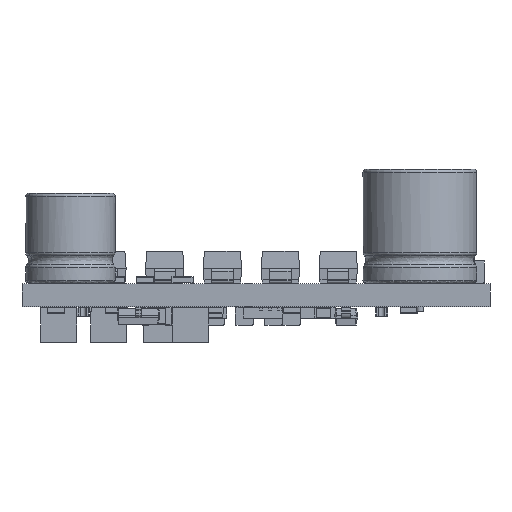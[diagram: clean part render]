
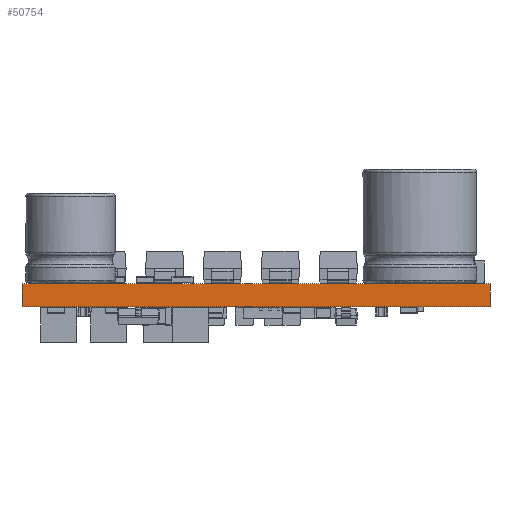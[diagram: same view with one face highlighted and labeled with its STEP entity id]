
A CAD part, front view. The second image highlights one B-rep face of the part: STEP entity #50754.
In plain terms, the highlighted planar face has unit normal (0.001, -1, 0).
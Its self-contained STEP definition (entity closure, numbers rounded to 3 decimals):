
#49030 = PLANE('',#49031);
#49031 = AXIS2_PLACEMENT_3D('',#49032,#49033,#49034);
#49032 = CARTESIAN_POINT('',(-16.447,-28.27,0.));
#49033 = DIRECTION('',(-1.,0.,0.));
#49034 = DIRECTION('',(0.,1.,0.));
#49058 = PLANE('',#49059);
#49059 = AXIS2_PLACEMENT_3D('',#49060,#49061,#49062);
#49060 = CARTESIAN_POINT('',(0.,0.,1.6)
  );
#49061 = DIRECTION('',(-0.,-0.,-1.));
#49062 = DIRECTION('',(-1.,0.,0.));
#49086 = PLANE('',#49087);
#49087 = AXIS2_PLACEMENT_3D('',#49088,#49089,#49090);
#49088 = CARTESIAN_POINT('',(16.447,28.27,0.));
#49089 = DIRECTION('',(1.,0.,-0.));
#49090 = DIRECTION('',(0.,-1.,0.));
#49112 = PLANE('',#49113);
#49113 = AXIS2_PLACEMENT_3D('',#49114,#49115,#49116);
#49114 = CARTESIAN_POINT('',(0.,0.,0.)
  );
#49115 = DIRECTION('',(-0.,-0.,-1.));
#49116 = DIRECTION('',(-1.,0.,0.));
#49127 = EDGE_CURVE('',#49128,#49130,#49132,.T.);
#49128 = VERTEX_POINT('',#49129);
#49129 = CARTESIAN_POINT('',(-16.447,-28.27,0.));
#49130 = VERTEX_POINT('',#49131);
#49131 = CARTESIAN_POINT('',(-16.447,-28.27,1.6));
#49132 = SURFACE_CURVE('',#49133,(#49137,#49144),.PCURVE_S1.);
#49133 = LINE('',#49134,#49135);
#49134 = CARTESIAN_POINT('',(-16.447,-28.27,0.));
#49135 = VECTOR('',#49136,1.);
#49136 = DIRECTION('',(0.,0.,1.));
#49137 = PCURVE('',#49030,#49138);
#49138 = DEFINITIONAL_REPRESENTATION('',(#49139),#49143);
#49139 = LINE('',#49140,#49141);
#49140 = CARTESIAN_POINT('',(0.,0.));
#49141 = VECTOR('',#49142,1.);
#49142 = DIRECTION('',(0.,-1.));
#49143 = ( GEOMETRIC_REPRESENTATION_CONTEXT(2) 
PARAMETRIC_REPRESENTATION_CONTEXT() REPRESENTATION_CONTEXT('2D SPACE',''
  ) );
#49144 = PCURVE('',#49145,#49150);
#49145 = PLANE('',#49146);
#49146 = AXIS2_PLACEMENT_3D('',#49147,#49148,#49149);
#49147 = CARTESIAN_POINT('',(16.447,-28.245,0.));
#49148 = DIRECTION('',(0.001,-1.,0.));
#49149 = DIRECTION('',(-1.,-0.001,0.));
#49150 = DEFINITIONAL_REPRESENTATION('',(#49151),#49155);
#49151 = LINE('',#49152,#49153);
#49152 = CARTESIAN_POINT('',(32.893,0.));
#49153 = VECTOR('',#49154,1.);
#49154 = DIRECTION('',(0.,-1.));
#49155 = ( GEOMETRIC_REPRESENTATION_CONTEXT(2) 
PARAMETRIC_REPRESENTATION_CONTEXT() REPRESENTATION_CONTEXT('2D SPACE',''
  ) );
#49205 = VERTEX_POINT('',#49206);
#49206 = CARTESIAN_POINT('',(16.447,-28.245,1.6));
#49227 = EDGE_CURVE('',#49228,#49205,#49230,.T.);
#49228 = VERTEX_POINT('',#49229);
#49229 = CARTESIAN_POINT('',(16.447,-28.245,0.));
#49230 = SURFACE_CURVE('',#49231,(#49235,#49242),.PCURVE_S1.);
#49231 = LINE('',#49232,#49233);
#49232 = CARTESIAN_POINT('',(16.447,-28.245,0.));
#49233 = VECTOR('',#49234,1.);
#49234 = DIRECTION('',(0.,0.,1.));
#49235 = PCURVE('',#49086,#49236);
#49236 = DEFINITIONAL_REPRESENTATION('',(#49237),#49241);
#49237 = LINE('',#49238,#49239);
#49238 = CARTESIAN_POINT('',(56.515,0.));
#49239 = VECTOR('',#49240,1.);
#49240 = DIRECTION('',(0.,-1.));
#49241 = ( GEOMETRIC_REPRESENTATION_CONTEXT(2) 
PARAMETRIC_REPRESENTATION_CONTEXT() REPRESENTATION_CONTEXT('2D SPACE',''
  ) );
#49242 = PCURVE('',#49145,#49243);
#49243 = DEFINITIONAL_REPRESENTATION('',(#49244),#49248);
#49244 = LINE('',#49245,#49246);
#49245 = CARTESIAN_POINT('',(0.,0.));
#49246 = VECTOR('',#49247,1.);
#49247 = DIRECTION('',(0.,-1.));
#49248 = ( GEOMETRIC_REPRESENTATION_CONTEXT(2) 
PARAMETRIC_REPRESENTATION_CONTEXT() REPRESENTATION_CONTEXT('2D SPACE',''
  ) );
#49276 = EDGE_CURVE('',#49228,#49128,#49277,.T.);
#49277 = SURFACE_CURVE('',#49278,(#49282,#49289),.PCURVE_S1.);
#49278 = LINE('',#49279,#49280);
#49279 = CARTESIAN_POINT('',(16.447,-28.245,0.));
#49280 = VECTOR('',#49281,1.);
#49281 = DIRECTION('',(-1.,-0.001,0.));
#49282 = PCURVE('',#49112,#49283);
#49283 = DEFINITIONAL_REPRESENTATION('',(#49284),#49288);
#49284 = LINE('',#49285,#49286);
#49285 = CARTESIAN_POINT('',(-16.447,-28.245));
#49286 = VECTOR('',#49287,1.);
#49287 = DIRECTION('',(1.,-0.001));
#49288 = ( GEOMETRIC_REPRESENTATION_CONTEXT(2) 
PARAMETRIC_REPRESENTATION_CONTEXT() REPRESENTATION_CONTEXT('2D SPACE',''
  ) );
#49289 = PCURVE('',#49145,#49290);
#49290 = DEFINITIONAL_REPRESENTATION('',(#49291),#49295);
#49291 = LINE('',#49292,#49293);
#49292 = CARTESIAN_POINT('',(0.,0.));
#49293 = VECTOR('',#49294,1.);
#49294 = DIRECTION('',(1.,0.));
#49295 = ( GEOMETRIC_REPRESENTATION_CONTEXT(2) 
PARAMETRIC_REPRESENTATION_CONTEXT() REPRESENTATION_CONTEXT('2D SPACE',''
  ) );
#50073 = EDGE_CURVE('',#49205,#49130,#50074,.T.);
#50074 = SURFACE_CURVE('',#50075,(#50079,#50086),.PCURVE_S1.);
#50075 = LINE('',#50076,#50077);
#50076 = CARTESIAN_POINT('',(16.447,-28.245,1.6));
#50077 = VECTOR('',#50078,1.);
#50078 = DIRECTION('',(-1.,-0.001,0.));
#50079 = PCURVE('',#49058,#50080);
#50080 = DEFINITIONAL_REPRESENTATION('',(#50081),#50085);
#50081 = LINE('',#50082,#50083);
#50082 = CARTESIAN_POINT('',(-16.447,-28.245));
#50083 = VECTOR('',#50084,1.);
#50084 = DIRECTION('',(1.,-0.001));
#50085 = ( GEOMETRIC_REPRESENTATION_CONTEXT(2) 
PARAMETRIC_REPRESENTATION_CONTEXT() REPRESENTATION_CONTEXT('2D SPACE',''
  ) );
#50086 = PCURVE('',#49145,#50087);
#50087 = DEFINITIONAL_REPRESENTATION('',(#50088),#50092);
#50088 = LINE('',#50089,#50090);
#50089 = CARTESIAN_POINT('',(0.,-1.6));
#50090 = VECTOR('',#50091,1.);
#50091 = DIRECTION('',(1.,0.));
#50092 = ( GEOMETRIC_REPRESENTATION_CONTEXT(2) 
PARAMETRIC_REPRESENTATION_CONTEXT() REPRESENTATION_CONTEXT('2D SPACE',''
  ) );
#50754 = ADVANCED_FACE('',(#50755),#49145,.T.);
#50755 = FACE_BOUND('',#50756,.T.);
#50756 = EDGE_LOOP('',(#50757,#50758,#50759,#50760));
#50757 = ORIENTED_EDGE('',*,*,#49227,.T.);
#50758 = ORIENTED_EDGE('',*,*,#50073,.T.);
#50759 = ORIENTED_EDGE('',*,*,#49127,.F.);
#50760 = ORIENTED_EDGE('',*,*,#49276,.F.);
